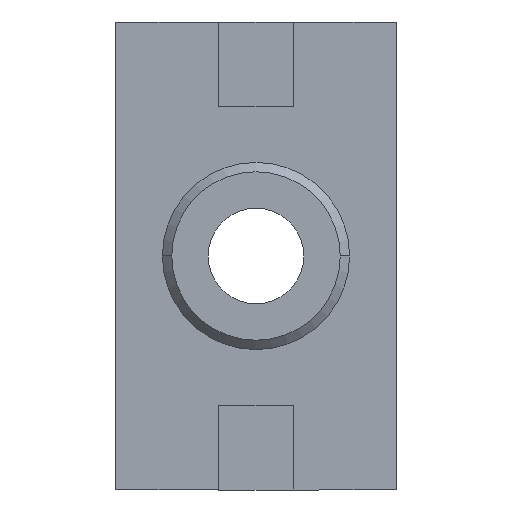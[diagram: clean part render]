
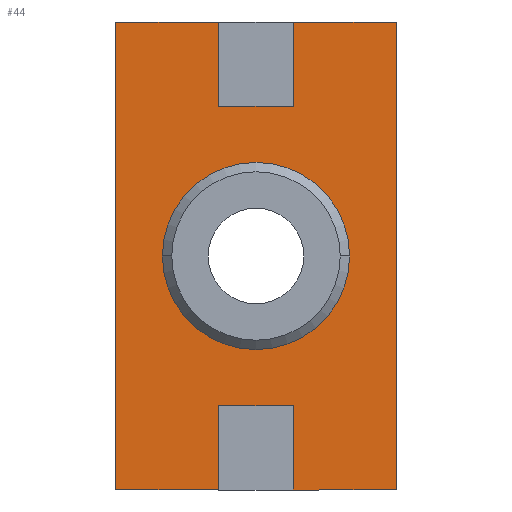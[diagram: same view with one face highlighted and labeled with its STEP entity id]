
A CAD part, left-side view. The second image highlights one B-rep face of the part: STEP entity #44.
In plain terms, the highlighted planar face has unit normal (-1, 0, 0).
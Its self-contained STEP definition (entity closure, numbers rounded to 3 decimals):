
#4 = ORIENTED_EDGE ( 'NONE', *, *, #291, .T. ) ;
#9 = ORIENTED_EDGE ( 'NONE', *, *, #457, .T. ) ;
#10 = VERTEX_POINT ( 'NONE', #479 ) ;
#18 = DIRECTION ( 'NONE',  ( 0., 0., -1. ) ) ;
#20 = VERTEX_POINT ( 'NONE', #319 ) ;
#31 = VERTEX_POINT ( 'NONE', #216 ) ;
#34 = DIRECTION ( 'NONE',  ( 0., 0., 1. ) ) ;
#38 = VECTOR ( 'NONE', #497, 1000. ) ;
#44 = ADVANCED_FACE ( 'NONE', ( #278, #488 ), #438, .F. ) ;
#46 = DIRECTION ( 'NONE',  ( 0., 1., 0. ) ) ;
#56 = DIRECTION ( 'NONE',  ( 0., -1., 0. ) ) ;
#57 = ORIENTED_EDGE ( 'NONE', *, *, #210, .T. ) ;
#66 = CARTESIAN_POINT ( 'NONE',  ( 20., -15., 25. ) ) ;
#70 = CARTESIAN_POINT ( 'NONE',  ( 20., -15., 25. ) ) ;
#74 = EDGE_LOOP ( 'NONE', ( #663, #4, #579, #9, #57, #375, #602, #393, #142, #212, #704, #331 ) ) ;
#75 = AXIS2_PLACEMENT_3D ( 'NONE', #593, #221, #46 ) ;
#76 = VECTOR ( 'NONE', #336, 1000. ) ;
#78 = DIRECTION ( 'NONE',  ( 0., 0., -1. ) ) ;
#80 = LINE ( 'NONE', #66, #668 ) ;
#81 = EDGE_CURVE ( 'NONE', #417, #31, #604, .T. ) ;
#90 = EDGE_CURVE ( 'NONE', #329, #231, #181, .T. ) ;
#98 = AXIS2_PLACEMENT_3D ( 'NONE', #648, #165, #56 ) ;
#113 = EDGE_CURVE ( 'NONE', #148, #226, #168, .T. ) ;
#114 = CARTESIAN_POINT ( 'NONE',  ( 20., -4., 25. ) ) ;
#121 = LINE ( 'NONE', #616, #76 ) ;
#122 = VERTEX_POINT ( 'NONE', #270 ) ;
#142 = ORIENTED_EDGE ( 'NONE', *, *, #81, .F. ) ;
#143 = EDGE_CURVE ( 'NONE', #639, #574, #244, .T. ) ;
#148 = VERTEX_POINT ( 'NONE', #246 ) ;
#155 = LINE ( 'NONE', #468, #392 ) ;
#158 = AXIS2_PLACEMENT_3D ( 'NONE', #321, #327, #484 ) ;
#165 = DIRECTION ( 'NONE',  ( -1., 0., 0. ) ) ;
#168 = LINE ( 'NONE', #114, #277 ) ;
#169 = VECTOR ( 'NONE', #681, 1000. ) ;
#170 = VERTEX_POINT ( 'NONE', #402 ) ;
#181 = CIRCLE ( 'NONE', #98, 10. ) ;
#204 = VECTOR ( 'NONE', #34, 1000. ) ;
#205 = LINE ( 'NONE', #259, #204 ) ;
#210 = EDGE_CURVE ( 'NONE', #122, #639, #400, .T. ) ;
#212 = ORIENTED_EDGE ( 'NONE', *, *, #269, .T. ) ;
#216 = CARTESIAN_POINT ( 'NONE',  ( 20., 4., 16. ) ) ;
#221 = DIRECTION ( 'NONE',  ( 1., 0., 0. ) ) ;
#226 = VERTEX_POINT ( 'NONE', #623 ) ;
#231 = VERTEX_POINT ( 'NONE', #676 ) ;
#242 = EDGE_CURVE ( 'NONE', #170, #552, #554, .T. ) ;
#244 = LINE ( 'NONE', #70, #335 ) ;
#246 = CARTESIAN_POINT ( 'NONE',  ( 20., -4., -25. ) ) ;
#259 = CARTESIAN_POINT ( 'NONE',  ( 20., -4., 25. ) ) ;
#269 = EDGE_CURVE ( 'NONE', #417, #170, #80, .T. ) ;
#270 = CARTESIAN_POINT ( 'NONE',  ( 20., -15., -25. ) ) ;
#277 = VECTOR ( 'NONE', #328, 1000. ) ;
#278 = FACE_OUTER_BOUND ( 'NONE', #74, .T. ) ;
#282 = CARTESIAN_POINT ( 'NONE',  ( 20., -15., 25. ) ) ;
#284 = EDGE_LOOP ( 'NONE', ( #398, #317 ) ) ;
#291 = EDGE_CURVE ( 'NONE', #555, #226, #121, .T. ) ;
#317 = ORIENTED_EDGE ( 'NONE', *, *, #490, .F. ) ;
#318 = LINE ( 'NONE', #374, #357 ) ;
#319 = CARTESIAN_POINT ( 'NONE',  ( 20., 4., -25. ) ) ;
#321 = CARTESIAN_POINT ( 'NONE',  ( 20., 0., 0. ) ) ;
#327 = DIRECTION ( 'NONE',  ( -1., 0., 0. ) ) ;
#328 = DIRECTION ( 'NONE',  ( 0., 0., 1. ) ) ;
#329 = VERTEX_POINT ( 'NONE', #473 ) ;
#331 = ORIENTED_EDGE ( 'NONE', *, *, #427, .T. ) ;
#334 = LINE ( 'NONE', #675, #597 ) ;
#335 = VECTOR ( 'NONE', #511, 1000. ) ;
#336 = DIRECTION ( 'NONE',  ( 0., -1., 0. ) ) ;
#343 = CARTESIAN_POINT ( 'NONE',  ( 20., 15., -25. ) ) ;
#357 = VECTOR ( 'NONE', #701, 1000. ) ;
#374 = CARTESIAN_POINT ( 'NONE',  ( 20., 6.334, 16. ) ) ;
#375 = ORIENTED_EDGE ( 'NONE', *, *, #143, .T. ) ;
#392 = VECTOR ( 'NONE', #688, 1000. ) ;
#393 = ORIENTED_EDGE ( 'NONE', *, *, #475, .T. ) ;
#398 = ORIENTED_EDGE ( 'NONE', *, *, #90, .F. ) ;
#400 = LINE ( 'NONE', #450, #169 ) ;
#402 = CARTESIAN_POINT ( 'NONE',  ( 20., 15., 25. ) ) ;
#407 = EDGE_CURVE ( 'NONE', #10, #574, #205, .T. ) ;
#417 = VERTEX_POINT ( 'NONE', #578 ) ;
#427 = EDGE_CURVE ( 'NONE', #552, #20, #155, .T. ) ;
#437 = CARTESIAN_POINT ( 'NONE',  ( 20., 15., -25. ) ) ;
#438 = PLANE ( 'NONE',  #75 ) ;
#450 = CARTESIAN_POINT ( 'NONE',  ( 20., -15., -25. ) ) ;
#457 = EDGE_CURVE ( 'NONE', #148, #122, #581, .T. ) ;
#468 = CARTESIAN_POINT ( 'NONE',  ( 20., -15., -25. ) ) ;
#471 = CIRCLE ( 'NONE', #158, 10. ) ;
#473 = CARTESIAN_POINT ( 'NONE',  ( 20., -10., 0. ) ) ;
#475 = EDGE_CURVE ( 'NONE', #10, #31, #318, .T. ) ;
#479 = CARTESIAN_POINT ( 'NONE',  ( 20., -4., 16. ) ) ;
#484 = DIRECTION ( 'NONE',  ( 0., -1., 0. ) ) ;
#488 = FACE_BOUND ( 'NONE', #284, .T. ) ;
#490 = EDGE_CURVE ( 'NONE', #231, #329, #471, .T. ) ;
#491 = CARTESIAN_POINT ( 'NONE',  ( 20., 4., -16. ) ) ;
#497 = DIRECTION ( 'NONE',  ( 0., 0., -1. ) ) ;
#511 = DIRECTION ( 'NONE',  ( 0., 1., 0. ) ) ;
#529 = DIRECTION ( 'NONE',  ( 0., -1., 0. ) ) ;
#538 = CARTESIAN_POINT ( 'NONE',  ( 20., -4., 25. ) ) ;
#552 = VERTEX_POINT ( 'NONE', #437 ) ;
#554 = LINE ( 'NONE', #343, #679 ) ;
#555 = VERTEX_POINT ( 'NONE', #491 ) ;
#574 = VERTEX_POINT ( 'NONE', #538 ) ;
#578 = CARTESIAN_POINT ( 'NONE',  ( 20., 4., 25. ) ) ;
#579 = ORIENTED_EDGE ( 'NONE', *, *, #113, .F. ) ;
#581 = LINE ( 'NONE', #585, #699 ) ;
#585 = CARTESIAN_POINT ( 'NONE',  ( 20., -15., -25. ) ) ;
#593 = CARTESIAN_POINT ( 'NONE',  ( 20., 10., 0. ) ) ;
#597 = VECTOR ( 'NONE', #18, 1000. ) ;
#601 = CARTESIAN_POINT ( 'NONE',  ( 20., 4., 25. ) ) ;
#602 = ORIENTED_EDGE ( 'NONE', *, *, #407, .F. ) ;
#604 = LINE ( 'NONE', #601, #38 ) ;
#607 = DIRECTION ( 'NONE',  ( 0., 1., 0. ) ) ;
#616 = CARTESIAN_POINT ( 'NONE',  ( 20., 6.334, -16. ) ) ;
#619 = EDGE_CURVE ( 'NONE', #555, #20, #334, .T. ) ;
#623 = CARTESIAN_POINT ( 'NONE',  ( 20., -4., -16. ) ) ;
#639 = VERTEX_POINT ( 'NONE', #282 ) ;
#648 = CARTESIAN_POINT ( 'NONE',  ( 20., 0., 0. ) ) ;
#663 = ORIENTED_EDGE ( 'NONE', *, *, #619, .F. ) ;
#668 = VECTOR ( 'NONE', #607, 1000. ) ;
#675 = CARTESIAN_POINT ( 'NONE',  ( 20., 4., 25. ) ) ;
#676 = CARTESIAN_POINT ( 'NONE',  ( 20., 10., 0. ) ) ;
#679 = VECTOR ( 'NONE', #78, 1000. ) ;
#681 = DIRECTION ( 'NONE',  ( 0., 0., 1. ) ) ;
#688 = DIRECTION ( 'NONE',  ( 0., -1., 0. ) ) ;
#699 = VECTOR ( 'NONE', #529, 1000. ) ;
#701 = DIRECTION ( 'NONE',  ( 0., 1., 0. ) ) ;
#704 = ORIENTED_EDGE ( 'NONE', *, *, #242, .T. ) ;
